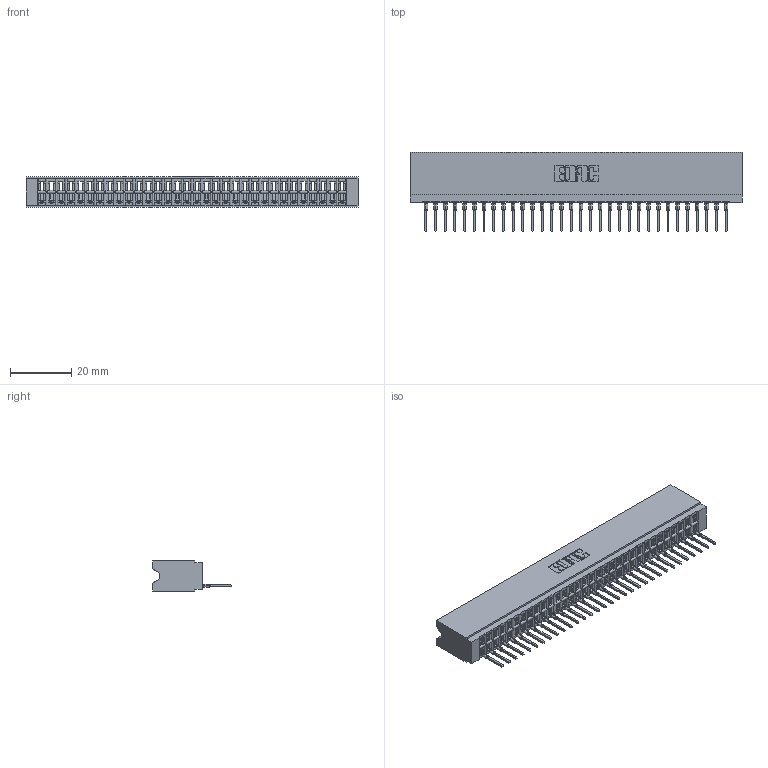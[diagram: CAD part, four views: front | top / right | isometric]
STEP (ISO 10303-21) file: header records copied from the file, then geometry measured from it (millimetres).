
FILE_DESCRIPTION (( 'STEP AP203' ), '1' );
FILE_NAME ('746-032-527-506.STEP', '2026-03-04T13:22:04', ( '' ), ( '' ), 'SwSTEP 2.0', 'SolidWorks 2023', '' );
FILE_SCHEMA (( 'CONFIG_CONTROL_DESIGN' ));
Length unit declared in the file: millimetre
Products named in the file (3): 746-032-527-506; 746-292-001_527; 746 Part_.340 Slot Depth - 06
Assembly tree (33 placements, depth 2):
  746-032-527-506
    746 Part_.340 Slot Depth - 06
    746-292-001_527  x32
Bounding box: 108.84 x 25.9 x 9.91 mm (x, y, z)
Volume: 12287.1 mm3; surface area: 16612 mm2
Topology: 33 solids, 33 shells, 3554 faces, 10089 edges, 6479 vertices
Faces by surface type: plane 2072, cylinder 650, bspline 640, torus 192
Entity records: 49785 total; most frequent: CARTESIAN_POINT 10156, ORIENTED_EDGE 8708, DIRECTION 7224, EDGE_CURVE 4354, VECTOR 3850, LINE 3850, VERTEX_POINT 2883, AXIS2_PLACEMENT_3D 1687
